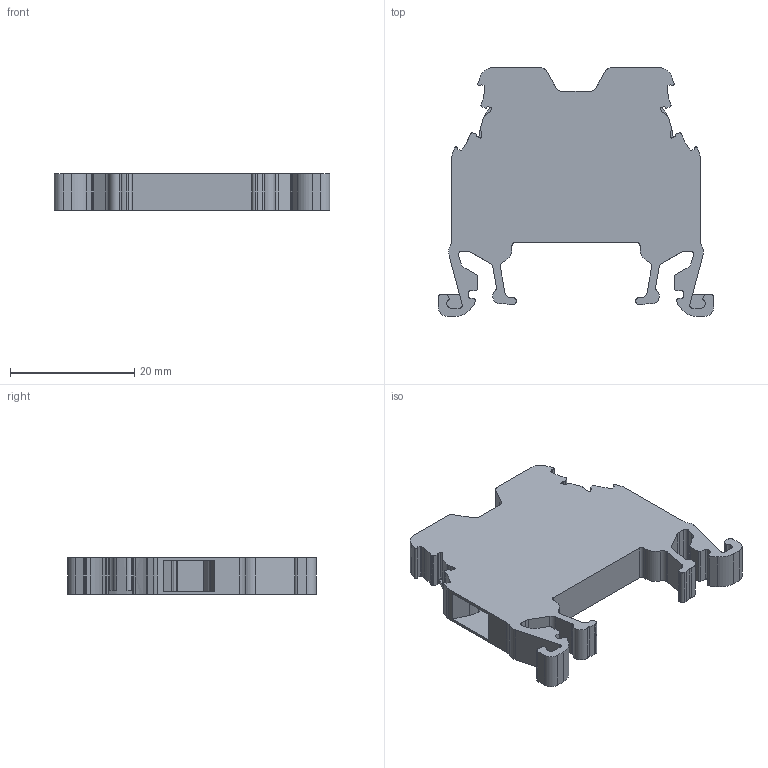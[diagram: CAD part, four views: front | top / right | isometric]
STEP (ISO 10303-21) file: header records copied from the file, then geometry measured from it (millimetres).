
FILE_DESCRIPTION (( 'STEP AP203' ), '1' );
FILE_NAME ('MRK 2,5.STEP', '2020-03-17T13:02:59', ( '' ), ( '' ), 'SwSTEP 2.0', 'SolidWorks 2011', '' );
FILE_SCHEMA (( 'CONFIG_CONTROL_DESIGN' ));
Length unit declared in the file: millimetre
Products named in the file (1): MRK 2,5
Bounding box: 44.33 x 40 x 5.9 mm (x, y, z)
Volume: 5888.7 mm3; surface area: 4307.6 mm2
Topology: 1 solids, 1 shells, 309 faces, 932 edges, 631 vertices
Faces by surface type: plane 139, cylinder 137, torus 17, cone 12, bspline 4
Entity records: 12008 total; most frequent: CARTESIAN_POINT 3657, ORIENTED_EDGE 1864, DIRECTION 1621, EDGE_CURVE 932, VERTEX_POINT 631, AXIS2_PLACEMENT_3D 574, LINE 473, VECTOR 473
